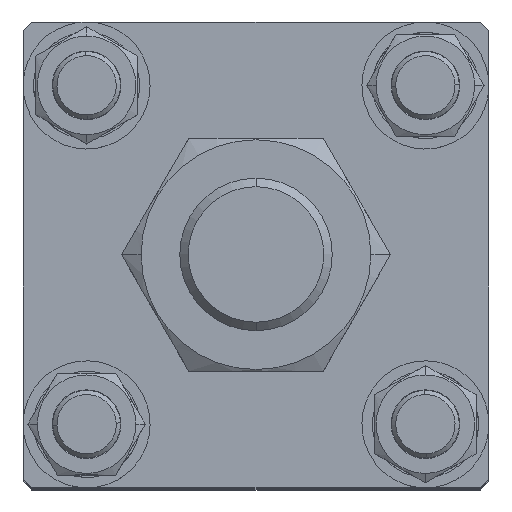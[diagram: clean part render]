
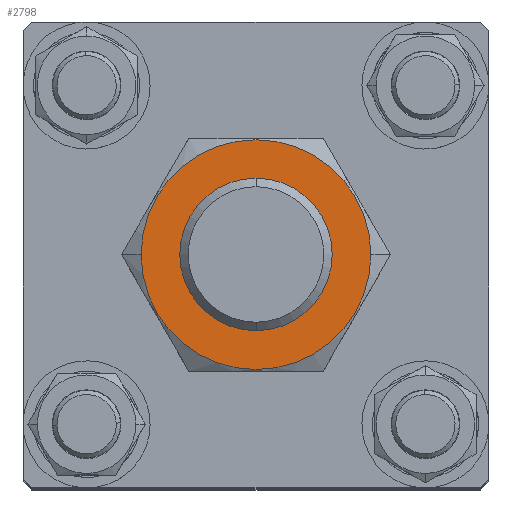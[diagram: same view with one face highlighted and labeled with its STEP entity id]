
A CAD part, top view. The second image highlights one B-rep face of the part: STEP entity #2798.
In plain terms, the highlighted planar face has unit normal (0, 0, 1).
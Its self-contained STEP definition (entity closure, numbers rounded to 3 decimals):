
#55 = EDGE_LOOP ( 'NONE', ( #1359, #87 ) ) ;
#74 = ORIENTED_EDGE ( 'NONE', *, *, #8475, .F. ) ;
#87 = ORIENTED_EDGE ( 'NONE', *, *, #8776, .T. ) ;
#136 = ORIENTED_EDGE ( 'NONE', *, *, #8441, .F. ) ;
#454 = VERTEX_POINT ( 'NONE', #2971 ) ;
#460 = VERTEX_POINT ( 'NONE', #2972 ) ;
#464 = VERTEX_POINT ( 'NONE', #2965 ) ;
#466 = VERTEX_POINT ( 'NONE', #2968 ) ;
#832 = EDGE_LOOP ( 'NONE', ( #74, #136 ) ) ;
#1359 = ORIENTED_EDGE ( 'NONE', *, *, #8817, .T. ) ;
#1996 = CIRCLE ( 'NONE', #5490, 27.125 ) ;
#2041 = CIRCLE ( 'NONE', #5594, 27.125 ) ;
#2268 = FACE_OUTER_BOUND ( 'NONE', #832, .T. ) ;
#2271 = FACE_BOUND ( 'NONE', #55, .T. ) ;
#2798 = ADVANCED_FACE ( 'NONE', ( #2271, #2268 ), #3696, .F. ) ;
#2965 = CARTESIAN_POINT ( 'NONE',  ( -17.635, 0., 0. ) ) ;
#2968 = CARTESIAN_POINT ( 'NONE',  ( 17.635, 0., 0. ) ) ;
#2971 = CARTESIAN_POINT ( 'NONE',  ( 27.125, 0., 0. ) ) ;
#2972 = CARTESIAN_POINT ( 'NONE',  ( -27.125, 0., 0. ) ) ;
#3690 = CARTESIAN_POINT ( 'NONE',  ( -15.877, -27.5, 0. ) ) ;
#3696 = PLANE ( 'NONE',  #5468 ) ;
#3698 = DIRECTION ( 'NONE',  ( 0., 0., -1. ) ) ;
#3699 = DIRECTION ( 'NONE',  ( -1., 0., 0. ) ) ;
#5278 = CARTESIAN_POINT ( 'NONE',  ( 0., 0., 0. ) ) ;
#5279 = DIRECTION ( 'NONE',  ( 0., 0., -1. ) ) ;
#5280 = DIRECTION ( 'NONE',  ( -1., 0., 0. ) ) ;
#5354 = CARTESIAN_POINT ( 'NONE',  ( 0., 0., 0. ) ) ;
#5355 = DIRECTION ( 'NONE',  ( 0., 0., -1. ) ) ;
#5356 = DIRECTION ( 'NONE',  ( -1., 0., 0. ) ) ;
#5468 = AXIS2_PLACEMENT_3D ( 'NONE', #3690, #3698, #3699 ) ;
#5490 = AXIS2_PLACEMENT_3D ( 'NONE', #5354, #5355, #5356 ) ;
#5525 = AXIS2_PLACEMENT_3D ( 'NONE', #6425, #6426, #6427 ) ;
#5593 = AXIS2_PLACEMENT_3D ( 'NONE', #6554, #6555, #6556 ) ;
#5594 = AXIS2_PLACEMENT_3D ( 'NONE', #5278, #5279, #5280 ) ;
#6425 = CARTESIAN_POINT ( 'NONE',  ( 0., 0., 0. ) ) ;
#6426 = DIRECTION ( 'NONE',  ( 0., 0., -1. ) ) ;
#6427 = DIRECTION ( 'NONE',  ( -1., 0., 0. ) ) ;
#6554 = CARTESIAN_POINT ( 'NONE',  ( 0., 0., 0. ) ) ;
#6555 = DIRECTION ( 'NONE',  ( 0., 0., -1. ) ) ;
#6556 = DIRECTION ( 'NONE',  ( -1., 0., 0. ) ) ;
#8028 = CIRCLE ( 'NONE', #5593, 17.635 ) ;
#8071 = CIRCLE ( 'NONE', #5525, 17.635 ) ;
#8441 = EDGE_CURVE ( 'NONE', #454, #460, #2041, .T. ) ;
#8475 = EDGE_CURVE ( 'NONE', #460, #454, #1996, .T. ) ;
#8776 = EDGE_CURVE ( 'NONE', #464, #466, #8071, .T. ) ;
#8817 = EDGE_CURVE ( 'NONE', #466, #464, #8028, .T. ) ;
